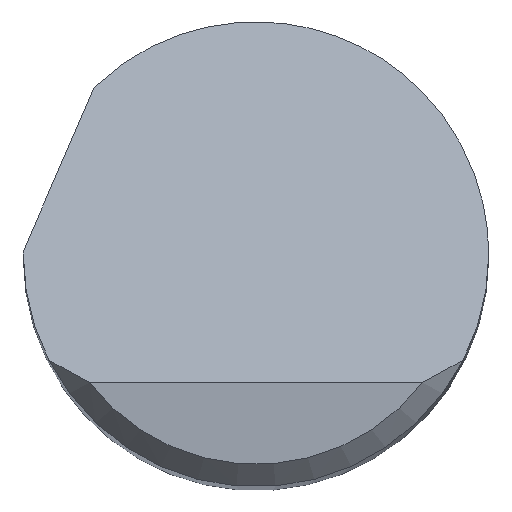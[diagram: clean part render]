
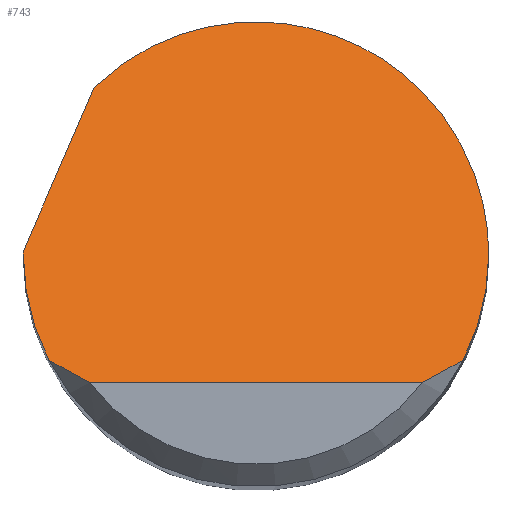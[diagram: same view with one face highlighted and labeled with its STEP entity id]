
A CAD part, top view. The second image highlights one B-rep face of the part: STEP entity #743.
In plain terms, the highlighted planar face has unit normal (0, 0.707, 0.707).
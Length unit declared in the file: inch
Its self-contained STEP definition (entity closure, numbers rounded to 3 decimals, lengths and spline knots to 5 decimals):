
#9 = LINE ( 'NONE', #528, #46 ) ;
#16 = VERTEX_POINT ( 'NONE', #450 ) ;
#25 =( BOUNDED_CURVE ( )  B_SPLINE_CURVE ( 3, ( #705, #376, #193, #656 ),
 .UNSPECIFIED., .F., .F. ) 
 B_SPLINE_CURVE_WITH_KNOTS ( ( 4, 4 ),
 ( 1.5708, 2.04429 ),
 .UNSPECIFIED. ) 
 CURVE ( )  GEOMETRIC_REPRESENTATION_ITEM ( )  RATIONAL_B_SPLINE_CURVE ( ( 1., 0.981, 0.981, 1. ) ) 
 REPRESENTATION_ITEM ( '' )  );
#26 = EDGE_CURVE ( 'NONE', #595, #474, #217, .T. ) ;
#33 = CARTESIAN_POINT ( 'NONE',  ( 0.15625, 0., 1.91375 ) ) ;
#46 = VECTOR ( 'NONE', #480, 39.37008 ) ;
#64 = ORIENTED_EDGE ( 'NONE', *, *, #85, .F. ) ;
#69 = LINE ( 'NONE', #524, #492 ) ;
#80 = CARTESIAN_POINT ( 'NONE',  ( -0.15625, 0.00133, 1.91242 ) ) ;
#85 = EDGE_CURVE ( 'NONE', #361, #474, #25, .T. ) ;
#93 = ORIENTED_EDGE ( 'NONE', *, *, #666, .F. ) ;
#102 = CARTESIAN_POINT ( 'NONE',  ( 0.15625, 0.1616, 1.75215 ) ) ;
#134 =( BOUNDED_CURVE ( )  B_SPLINE_CURVE ( 3, ( #158, #403, #102, #352 ),
 .UNSPECIFIED., .F., .F. ) 
 B_SPLINE_CURVE_WITH_KNOTS ( ( 4, 4 ),
 ( 5.51413, 7.85398 ),
 .UNSPECIFIED. ) 
 CURVE ( )  GEOMETRIC_REPRESENTATION_ITEM ( )  RATIONAL_B_SPLINE_CURVE ( ( 1., 0.593, 0.593, 1. ) ) 
 REPRESENTATION_ITEM ( '' )  );
#140 = CARTESIAN_POINT ( 'NONE',  ( 0.12131, -0.0816, 1.99535 ) ) ;
#142 = PLANE ( 'NONE',  #412 ) ;
#158 = CARTESIAN_POINT ( 'NONE',  ( -0.10866, 0.11228, 1.80147 ) ) ;
#161 = CARTESIAN_POINT ( 'NONE',  ( -0.11186, -0.08625, 2. ) ) ;
#169 = VERTEX_POINT ( 'NONE', #681 ) ;
#178 = VERTEX_POINT ( 'NONE', #220 ) ;
#181 = ORIENTED_EDGE ( 'NONE', *, *, #377, .F. ) ;
#193 = CARTESIAN_POINT ( 'NONE',  ( 0.15041, -0.04909, 1.96284 ) ) ;
#200 = CARTESIAN_POINT ( 'NONE',  ( 0.13906, -0.07125, 1.985 ) ) ;
#217 = B_SPLINE_CURVE_WITH_KNOTS ( 'NONE', 3,
 ( #440, #140, #257, #200 ),
 .UNSPECIFIED., .F., .F.,
 ( 4, 4 ),
 ( 0., 0.00088 ),
 .UNSPECIFIED. ) ;
#220 = CARTESIAN_POINT ( 'NONE',  ( -0.11186, -0.08625, 2. ) ) ;
#223 = CARTESIAN_POINT ( 'NONE',  ( -0.13035, -0.07657, 1.99032 ) ) ;
#231 = EDGE_CURVE ( 'NONE', #617, #585, #499, .T. ) ;
#257 = CARTESIAN_POINT ( 'NONE',  ( 0.13035, -0.07657, 1.99032 ) ) ;
#262 = CARTESIAN_POINT ( 'NONE',  ( -0.15625, -0.08625, 2. ) ) ;
#275 = B_SPLINE_CURVE_WITH_KNOTS ( 'NONE', 3,
 ( #453, #223, #461, #161 ),
 .UNSPECIFIED., .F., .F.,
 ( 4, 4 ),
 ( 0., 0.00088 ),
 .UNSPECIFIED. ) ;
#298 = ORIENTED_EDGE ( 'NONE', *, *, #579, .T. ) ;
#321 = CARTESIAN_POINT ( 'NONE',  ( -0.15041, -0.04909, 1.96284 ) ) ;
#331 = CARTESIAN_POINT ( 'NONE',  ( -0.13906, -0.07125, 1.985 ) ) ;
#352 = CARTESIAN_POINT ( 'NONE',  ( 0.15625, 0., 1.91375 ) ) ;
#361 = VERTEX_POINT ( 'NONE', #33 ) ;
#376 = CARTESIAN_POINT ( 'NONE',  ( 0.15625, -0.02489, 1.93864 ) ) ;
#377 = EDGE_CURVE ( 'NONE', #169, #617, #469, .T. ) ;
#403 = CARTESIAN_POINT ( 'NONE',  ( 0.00746, 0.22466, 1.68909 ) ) ;
#408 = CARTESIAN_POINT ( 'NONE',  ( -0.15624, 0.002, 1.91175 ) ) ;
#412 = AXIS2_PLACEMENT_3D ( 'NONE', #262, #614, #657 ) ;
#414 = CARTESIAN_POINT ( 'NONE',  ( 0.11186, -0.08625, 2. ) ) ;
#418 = DIRECTION ( 'NONE',  ( 1., 0., 0. ) ) ;
#440 = CARTESIAN_POINT ( 'NONE',  ( 0.11186, -0.08625, 2. ) ) ;
#448 = CARTESIAN_POINT ( 'NONE',  ( 0.13906, -0.07125, 1.985 ) ) ;
#450 = CARTESIAN_POINT ( 'NONE',  ( -0.10866, 0.11228, 1.80147 ) ) ;
#453 = CARTESIAN_POINT ( 'NONE',  ( -0.13906, -0.07125, 1.985 ) ) ;
#461 = CARTESIAN_POINT ( 'NONE',  ( -0.12131, -0.0816, 1.99535 ) ) ;
#469 =( BOUNDED_CURVE ( )  B_SPLINE_CURVE ( 3, ( #331, #321, #500, #722 ),
 .UNSPECIFIED., .F., .F. ) 
 B_SPLINE_CURVE_WITH_KNOTS ( ( 4, 4 ),
 ( 4.23889, 4.71239 ),
 .UNSPECIFIED. ) 
 CURVE ( )  GEOMETRIC_REPRESENTATION_ITEM ( )  RATIONAL_B_SPLINE_CURVE ( ( 1., 0.981, 0.981, 1. ) ) 
 REPRESENTATION_ITEM ( '' )  );
#474 = VERTEX_POINT ( 'NONE', #448 ) ;
#479 = ORIENTED_EDGE ( 'NONE', *, *, #231, .F. ) ;
#480 = DIRECTION ( 'NONE',  ( 0.292, 0.676, -0.676 ) ) ;
#484 = ORIENTED_EDGE ( 'NONE', *, *, #26, .T. ) ;
#489 = CARTESIAN_POINT ( 'NONE',  ( -0.15625, 0.00067, 1.91308 ) ) ;
#492 = VECTOR ( 'NONE', #418, 39.37008 ) ;
#499 =( BOUNDED_CURVE ( )  B_SPLINE_CURVE ( 3, ( #512, #489, #80, #658 ),
 .UNSPECIFIED., .F., .F. ) 
 B_SPLINE_CURVE_WITH_KNOTS ( ( 4, 4 ),
 ( 4.71239, 4.72519 ),
 .UNSPECIFIED. ) 
 CURVE ( )  GEOMETRIC_REPRESENTATION_ITEM ( )  RATIONAL_B_SPLINE_CURVE ( ( 1., 1., 1., 1. ) ) 
 REPRESENTATION_ITEM ( '' )  );
#500 = CARTESIAN_POINT ( 'NONE',  ( -0.15625, -0.02489, 1.93864 ) ) ;
#512 = CARTESIAN_POINT ( 'NONE',  ( -0.15625, 0., 1.91375 ) ) ;
#524 = CARTESIAN_POINT ( 'NONE',  ( 0., -0.08625, 2. ) ) ;
#528 = CARTESIAN_POINT ( 'NONE',  ( -0.19107, -0.07874, 1.99249 ) ) ;
#551 = FACE_OUTER_BOUND ( 'NONE', #559, .T. ) ;
#558 = EDGE_CURVE ( 'NONE', #16, #361, #134, .T. ) ;
#559 = EDGE_LOOP ( 'NONE', ( #561, #484, #64, #570, #93, #479, #181, #298 ) ) ;
#561 = ORIENTED_EDGE ( 'NONE', *, *, #619, .T. ) ;
#570 = ORIENTED_EDGE ( 'NONE', *, *, #558, .F. ) ;
#579 = EDGE_CURVE ( 'NONE', #169, #178, #275, .T. ) ;
#585 = VERTEX_POINT ( 'NONE', #408 ) ;
#595 = VERTEX_POINT ( 'NONE', #414 ) ;
#614 = DIRECTION ( 'NONE',  ( 0., -0.707, -0.707 ) ) ;
#617 = VERTEX_POINT ( 'NONE', #696 ) ;
#619 = EDGE_CURVE ( 'NONE', #178, #595, #69, .T. ) ;
#656 = CARTESIAN_POINT ( 'NONE',  ( 0.13906, -0.07125, 1.985 ) ) ;
#657 = DIRECTION ( 'NONE',  ( 0., 0.707, -0.707 ) ) ;
#658 = CARTESIAN_POINT ( 'NONE',  ( -0.15624, 0.002, 1.91175 ) ) ;
#666 = EDGE_CURVE ( 'NONE', #585, #16, #9, .T. ) ;
#681 = CARTESIAN_POINT ( 'NONE',  ( -0.13906, -0.07125, 1.985 ) ) ;
#696 = CARTESIAN_POINT ( 'NONE',  ( -0.15625, 0., 1.91375 ) ) ;
#705 = CARTESIAN_POINT ( 'NONE',  ( 0.15625, 0., 1.91375 ) ) ;
#722 = CARTESIAN_POINT ( 'NONE',  ( -0.15625, 0., 1.91375 ) ) ;
#743 = ADVANCED_FACE ( 'NONE', ( #551 ), #142, .F. ) ;
